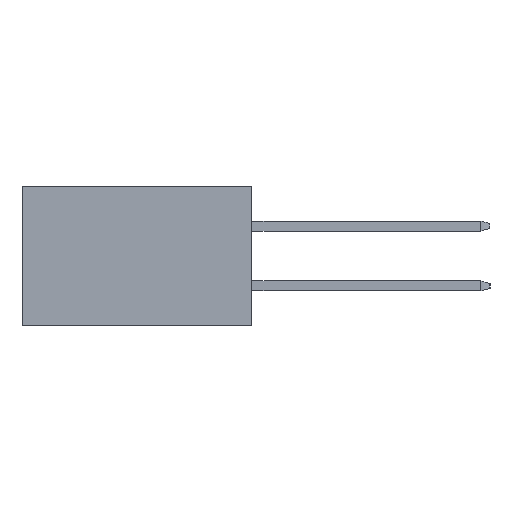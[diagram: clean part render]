
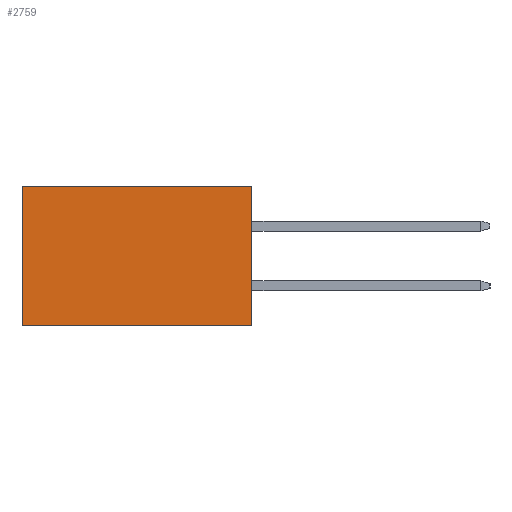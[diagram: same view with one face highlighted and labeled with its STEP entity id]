
A CAD part, left-side view. The second image highlights one B-rep face of the part: STEP entity #2759.
In plain terms, the highlighted planar face has unit normal (-1, 0, 0).
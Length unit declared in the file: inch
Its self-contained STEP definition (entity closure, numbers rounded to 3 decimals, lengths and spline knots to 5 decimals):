
#112 = CARTESIAN_POINT ( 'NONE',  ( 0.3205, 0., -0.437 ) ) ;
#383 = LINE ( 'NONE', #10747, #1387 ) ;
#676 = CARTESIAN_POINT ( 'NONE',  ( 0.3205, 0., -0.437 ) ) ;
#1205 = ORIENTED_EDGE ( 'NONE', *, *, #12592, .T. ) ;
#1227 = VERTEX_POINT ( 'NONE', #13250 ) ;
#1387 = VECTOR ( 'NONE', #9193, 39.37008 ) ;
#2120 = LINE ( 'NONE', #13929, #15911 ) ;
#2521 = CARTESIAN_POINT ( 'NONE',  ( 0.3205, 0.72, -0.437 ) ) ;
#2759 = ADVANCED_FACE ( 'NONE', ( #4664 ), #7471, .F. ) ;
#2775 = ORIENTED_EDGE ( 'NONE', *, *, #10816, .F. ) ;
#4157 = ORIENTED_EDGE ( 'NONE', *, *, #7686, .F. ) ;
#4664 = FACE_OUTER_BOUND ( 'NONE', #7125, .T. ) ;
#5420 = VERTEX_POINT ( 'NONE', #676 ) ;
#5953 = VERTEX_POINT ( 'NONE', #6478 ) ;
#6296 = DIRECTION ( 'NONE',  ( 1., 0., 0. ) ) ;
#6478 = CARTESIAN_POINT ( 'NONE',  ( 0.3205, 0.72, 0. ) ) ;
#7125 = EDGE_LOOP ( 'NONE', ( #1205, #4157, #2775, #10408 ) ) ;
#7172 = VERTEX_POINT ( 'NONE', #2521 ) ;
#7174 = VECTOR ( 'NONE', #7270, 39.37008 ) ;
#7270 = DIRECTION ( 'NONE',  ( 0., 1., 0. ) ) ;
#7471 = PLANE ( 'NONE',  #14279 ) ;
#7686 = EDGE_CURVE ( 'NONE', #5420, #7172, #13182, .T. ) ;
#9193 = DIRECTION ( 'NONE',  ( 0., 0., -1. ) ) ;
#10408 = ORIENTED_EDGE ( 'NONE', *, *, #10958, .T. ) ;
#10630 = LINE ( 'NONE', #15176, #14407 ) ;
#10747 = CARTESIAN_POINT ( 'NONE',  ( 0.3205, 0., -0.437 ) ) ;
#10751 = DIRECTION ( 'NONE',  ( 0., 0., -1. ) ) ;
#10816 = EDGE_CURVE ( 'NONE', #1227, #5420, #383, .T. ) ;
#10958 = EDGE_CURVE ( 'NONE', #1227, #5953, #2120, .T. ) ;
#12592 = EDGE_CURVE ( 'NONE', #5953, #7172, #10630, .T. ) ;
#13182 = LINE ( 'NONE', #19074, #7174 ) ;
#13250 = CARTESIAN_POINT ( 'NONE',  ( 0.3205, 0., 0. ) ) ;
#13354 = DIRECTION ( 'NONE',  ( 0., 0., -1. ) ) ;
#13929 = CARTESIAN_POINT ( 'NONE',  ( 0.3205, 0., 0. ) ) ;
#14279 = AXIS2_PLACEMENT_3D ( 'NONE', #112, #6296, #10751 ) ;
#14407 = VECTOR ( 'NONE', #13354, 39.37008 ) ;
#15176 = CARTESIAN_POINT ( 'NONE',  ( 0.3205, 0.72, -0.437 ) ) ;
#15911 = VECTOR ( 'NONE', #18384, 39.37008 ) ;
#18384 = DIRECTION ( 'NONE',  ( 0., 1., 0. ) ) ;
#19074 = CARTESIAN_POINT ( 'NONE',  ( 0.3205, 0., -0.437 ) ) ;
